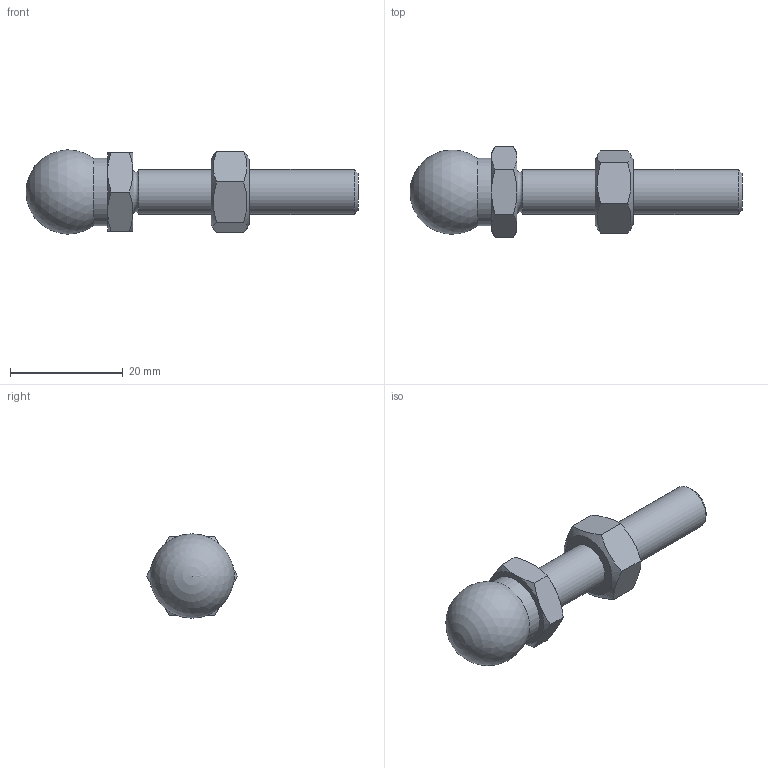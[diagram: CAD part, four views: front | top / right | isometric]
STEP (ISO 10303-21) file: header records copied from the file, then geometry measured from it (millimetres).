
FILE_DESCRIPTION(/* description */ ('KriTec Gewindestange M8x40 VA, rostfrei inkl. Kontermutter'),/* implementation_level */ '2;1');
FILE_NAME(/* name */ '22673_KriTec_Stellfuss_VA_40_M8x40_rostfrei.stp',/* time_stamp */ '2019-12-16T11:03:23+01:00',/* author */ ('Steiner'),/* organization */ (''),/* preprocessor_version */ 'ST-DEVELOPER v17',/* originating_system */ 'Autodesk Inventor 2018',/* authorisation */ '');
FILE_SCHEMA (('AUTOMOTIVE_DESIGN { 1 0 10303 214 3 1 1 }'));
Length unit declared in the file: millimetre
Products named in the file (3): 10333_KriTec_Gewindestange_M8x40_VA_rostfrei_inkl_Kontermutter; KriTec Gewindestange M8x40 VA rostfrei; DIN EN ISO 4032 - M8
Assembly tree (2 placements, depth 2):
  10333_KriTec_Gewindestange_M8x40_VA_rostfrei_inkl_Kontermutter
    KriTec Gewindestange M8x40 VA rostfrei
    DIN EN ISO 4032 - M8
Bounding box: 59 x 16.17 x 15 mm (x, y, z)
Volume: 5346.3 mm3; surface area: 2712.7 mm2
Topology: 2 solids, 2 shells, 39 faces, 93 edges, 59 vertices
Faces by surface type: cone 17, plane 17, cylinder 3, sphere 1, torus 1
Full cylindrical faces by diameter (mm): 6.647 x1, 8 x1, 12 x1
Entity records: 1227 total; most frequent: CARTESIAN_POINT 268, ORIENTED_EDGE 184, DIRECTION 182, EDGE_CURVE 92, AXIS2_PLACEMENT_3D 81, VERTEX_POINT 59, EDGE_LOOP 43, FACE_OUTER_BOUND 39
